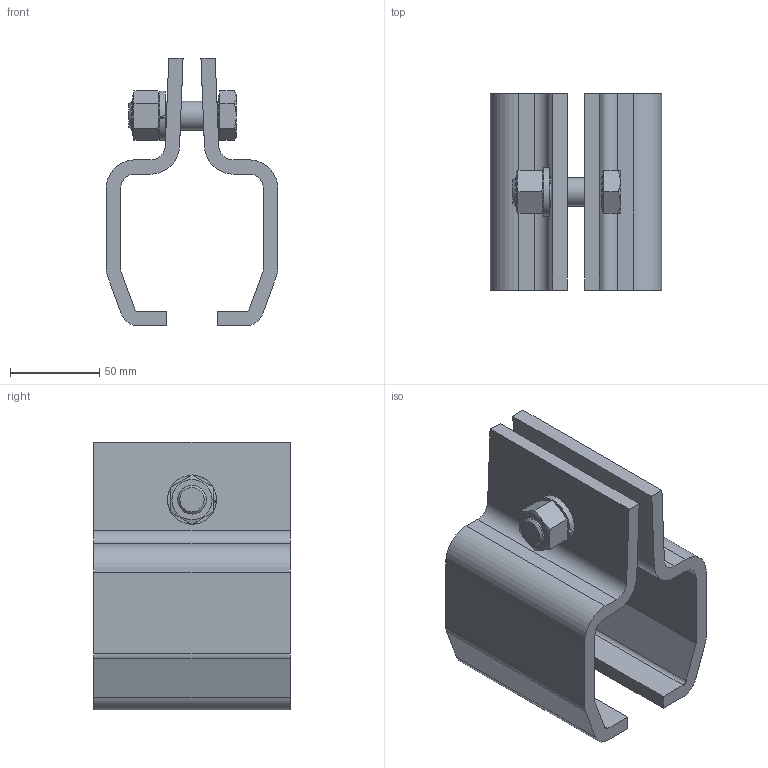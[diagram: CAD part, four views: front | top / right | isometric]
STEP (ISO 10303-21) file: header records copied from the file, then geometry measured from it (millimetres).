
FILE_DESCRIPTION(('STEP AP214'),'1');
FILE_NAME('PMH Klämma 1608.stp','2013-08-01T09:10:13',(' '),(' '),'Spatial InterOp 3D',' ',' ');
FILE_SCHEMA(('automotive_design'));
Length unit declared in the file: millimetre
Products named in the file (6): PMH Profilskena Klamma 1608; Part1; Part2; Part3; Part4; Part5
Assembly tree (5 placements, depth 2):
  PMH Profilskena Klamma 1608
    Part1
    Part2
    Part3
    Part4
    Part5
Bounding box: 96 x 110 x 150 mm (x, y, z)
Volume: 351028.6 mm3; surface area: 100840.2 mm2
Topology: 5 solids, 5 shells, 83 faces, 203 edges, 132 vertices
Faces by surface type: plane 50, cylinder 21, cone 11, torus 1
Full cylindrical faces by diameter (mm): 13.835 x1, 16 x1, 17 x2, 22.49 x1
Entity records: 3301 total; most frequent: CARTESIAN_POINT 593, DIRECTION 402, ORIENTED_EDGE 380, EDGE_CURVE 190, AXIS2_PLACEMENT_3D 147, VERTEX_POINT 130, LINE 108, VECTOR 108
